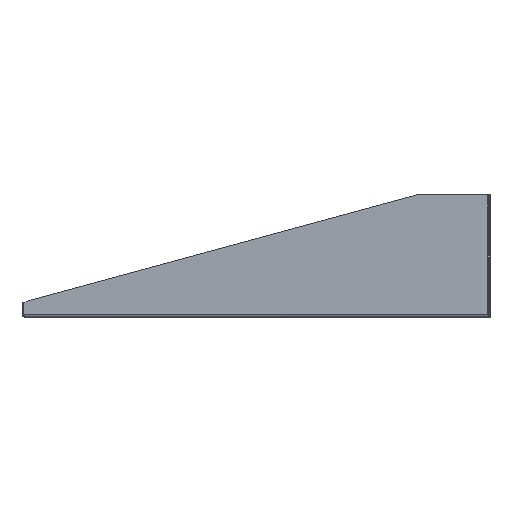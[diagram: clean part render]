
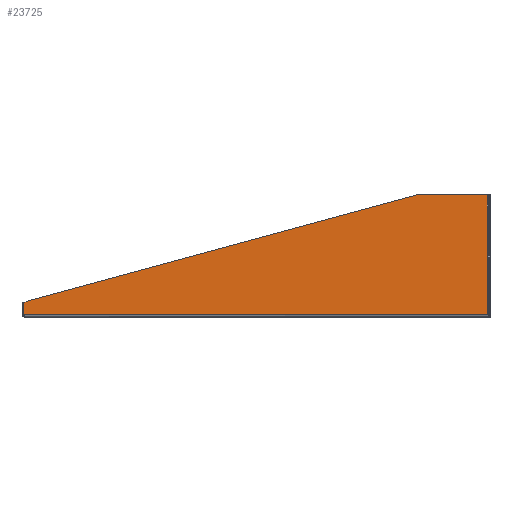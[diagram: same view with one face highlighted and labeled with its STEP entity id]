
A CAD part, left-side view. The second image highlights one B-rep face of the part: STEP entity #23725.
In plain terms, the highlighted planar face has unit normal (-1, 0, 0).
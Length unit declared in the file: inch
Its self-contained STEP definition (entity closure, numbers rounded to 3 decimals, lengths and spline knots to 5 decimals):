
#294 = DIRECTION ( 'NONE',  ( 0., 1., 0. ) ) ;
#1848 = CARTESIAN_POINT ( 'NONE',  ( -10.75, 9.79217, 0.67183 ) ) ;
#2222 = ORIENTED_EDGE ( 'NONE', *, *, #5683, .T. ) ;
#3202 = DIRECTION ( 'NONE',  ( 1., 0., 0. ) ) ;
#3319 = ORIENTED_EDGE ( 'NONE', *, *, #30686, .F. ) ;
#4043 = DIRECTION ( 'NONE',  ( 0., -0.965, 0.263 ) ) ;
#4054 = VECTOR ( 'NONE', #7080, 39.37008 ) ;
#4210 = LINE ( 'NONE', #16536, #13410 ) ;
#5200 = EDGE_LOOP ( 'NONE', ( #30340, #15633, #2222, #11535, #27630, #27404, #3319, #20152 ) ) ;
#5683 = EDGE_CURVE ( 'NONE', #23927, #24753, #8345, .T. ) ;
#5706 = DIRECTION ( 'NONE',  ( 0., 0., 1. ) ) ;
#5722 = VERTEX_POINT ( 'NONE', #15686 ) ;
#5735 = LINE ( 'NONE', #12288, #20924 ) ;
#6736 = CARTESIAN_POINT ( 'NONE',  ( -10.75, 9.79217, 0.67183 ) ) ;
#7080 = DIRECTION ( 'NONE',  ( 0., 0., -1. ) ) ;
#7254 = AXIS2_PLACEMENT_3D ( 'NONE', #13231, #27461, #27761 ) ;
#7283 = DIRECTION ( 'NONE',  ( 0., -1., 0. ) ) ;
#8345 = LINE ( 'NONE', #10684, #24111 ) ;
#9015 = LINE ( 'NONE', #1848, #23462 ) ;
#9313 = AXIS2_PLACEMENT_3D ( 'NONE', #19880, #3202, #12697 ) ;
#9344 = DIRECTION ( 'NONE',  ( 0., -0.707, 0.707 ) ) ;
#9355 = EDGE_CURVE ( 'NONE', #26180, #14471, #12805, .T. ) ;
#9616 = LINE ( 'NONE', #18994, #12949 ) ;
#10684 = CARTESIAN_POINT ( 'NONE',  ( -10.75, -9.928, 0.10808 ) ) ;
#11535 = ORIENTED_EDGE ( 'NONE', *, *, #14527, .F. ) ;
#11699 = LINE ( 'NONE', #23730, #26484 ) ;
#12288 = CARTESIAN_POINT ( 'NONE',  ( -10.75, 9.89192, 0.06249 ) ) ;
#12359 = VERTEX_POINT ( 'NONE', #19891 ) ;
#12697 = DIRECTION ( 'NONE',  ( 0., 0., 1. ) ) ;
#12805 = CIRCLE ( 'NONE', #9313, 0.055 ) ;
#12949 = VECTOR ( 'NONE', #7283, 39.37008 ) ;
#13231 = CARTESIAN_POINT ( 'NONE',  ( -10.75, -9.964, 0.06249 ) ) ;
#13410 = VECTOR ( 'NONE', #294, 39.37008 ) ;
#14471 = VERTEX_POINT ( 'NONE', #25975 ) ;
#14527 = EDGE_CURVE ( 'NONE', #12359, #24753, #28474, .T. ) ;
#14795 = DIRECTION ( 'NONE',  ( 0., 0., 1. ) ) ;
#15633 = ORIENTED_EDGE ( 'NONE', *, *, #16489, .F. ) ;
#15686 = CARTESIAN_POINT ( 'NONE',  ( -10.75, -6.889, 5.218 ) ) ;
#15988 = VERTEX_POINT ( 'NONE', #6736 ) ;
#16489 = EDGE_CURVE ( 'NONE', #23927, #14471, #4210, .T. ) ;
#16536 = CARTESIAN_POINT ( 'NONE',  ( -10.75, -9.964, 0.108 ) ) ;
#16725 = EDGE_CURVE ( 'NONE', #26180, #21285, #5735, .T. ) ;
#17675 = EDGE_CURVE ( 'NONE', #15988, #5722, #9015, .T. ) ;
#17736 = CARTESIAN_POINT ( 'NONE',  ( -10.75, 9.89192, 0.57208 ) ) ;
#18994 = CARTESIAN_POINT ( 'NONE',  ( -10.75, -9.964, 5.218 ) ) ;
#19880 = CARTESIAN_POINT ( 'NONE',  ( -10.75, 9.90151, 0.06249 ) ) ;
#19891 = CARTESIAN_POINT ( 'NONE',  ( -10.75, -9.928, 5.218 ) ) ;
#20152 = ORIENTED_EDGE ( 'NONE', *, *, #16725, .F. ) ;
#20924 = VECTOR ( 'NONE', #14795, 39.37008 ) ;
#20936 = CARTESIAN_POINT ( 'NONE',  ( -10.75, -9.928, 0.10808 ) ) ;
#21285 = VERTEX_POINT ( 'NONE', #17736 ) ;
#21435 = CARTESIAN_POINT ( 'NONE',  ( -10.75, -9.928, 0.06249 ) ) ;
#23462 = VECTOR ( 'NONE', #4043, 39.37008 ) ;
#23605 = CARTESIAN_POINT ( 'NONE',  ( -10.75, 9.89192, 0.11665 ) ) ;
#23725 = ADVANCED_FACE ( 'NONE', ( #29953 ), #29648, .F. ) ;
#23730 = CARTESIAN_POINT ( 'NONE',  ( -10.75, 9.89192, 0.57208 ) ) ;
#23844 = CARTESIAN_POINT ( 'NONE',  ( -10.75, -9.928, 0.108 ) ) ;
#23927 = VERTEX_POINT ( 'NONE', #23844 ) ;
#24111 = VECTOR ( 'NONE', #5706, 39.37008 ) ;
#24753 = VERTEX_POINT ( 'NONE', #20936 ) ;
#25975 = CARTESIAN_POINT ( 'NONE',  ( -10.75, 9.87063, 0.108 ) ) ;
#26180 = VERTEX_POINT ( 'NONE', #23605 ) ;
#26484 = VECTOR ( 'NONE', #9344, 39.37008 ) ;
#27404 = ORIENTED_EDGE ( 'NONE', *, *, #17675, .F. ) ;
#27461 = DIRECTION ( 'NONE',  ( 1., 0., 0. ) ) ;
#27630 = ORIENTED_EDGE ( 'NONE', *, *, #28294, .F. ) ;
#27761 = DIRECTION ( 'NONE',  ( 0., 0., -1. ) ) ;
#28294 = EDGE_CURVE ( 'NONE', #5722, #12359, #9616, .T. ) ;
#28474 = LINE ( 'NONE', #21435, #4054 ) ;
#29648 = PLANE ( 'NONE',  #7254 ) ;
#29953 = FACE_OUTER_BOUND ( 'NONE', #5200, .T. ) ;
#30340 = ORIENTED_EDGE ( 'NONE', *, *, #9355, .T. ) ;
#30686 = EDGE_CURVE ( 'NONE', #21285, #15988, #11699, .T. ) ;
